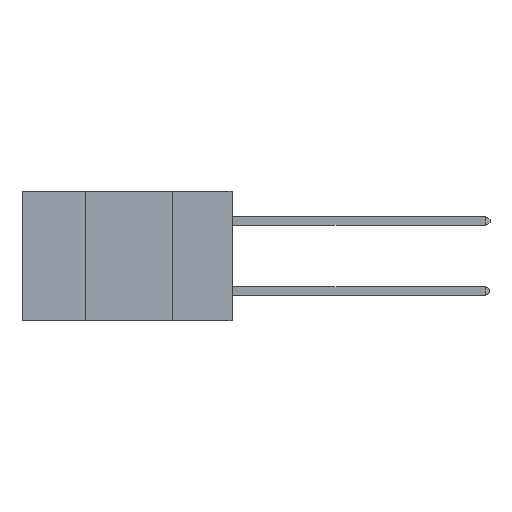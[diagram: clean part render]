
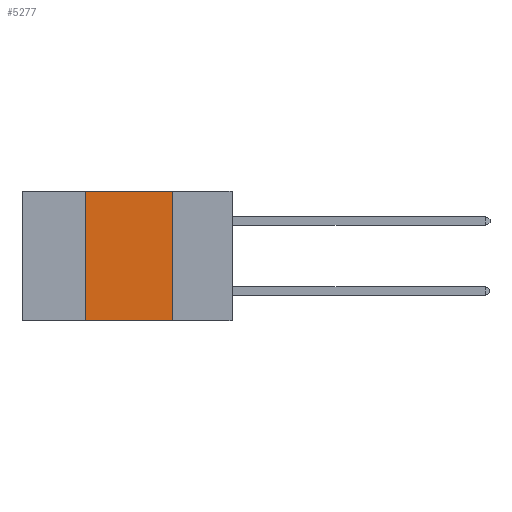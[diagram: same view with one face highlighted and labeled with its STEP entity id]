
A CAD part, left-side view. The second image highlights one B-rep face of the part: STEP entity #5277.
In plain terms, the highlighted planar face has unit normal (-1, 0, 0).
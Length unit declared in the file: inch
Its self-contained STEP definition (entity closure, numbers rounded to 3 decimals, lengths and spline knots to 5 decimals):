
#451 = LINE ( 'NONE', #9208, #9246 ) ;
#796 = CARTESIAN_POINT ( 'NONE',  ( 0., 0.17, -0.37 ) ) ;
#868 = ORIENTED_EDGE ( 'NONE', *, *, #8570, .F. ) ;
#914 = CARTESIAN_POINT ( 'NONE',  ( 0., 0.6, 0. ) ) ;
#1366 = AXIS2_PLACEMENT_3D ( 'NONE', #914, #3320, #7026 ) ;
#1393 = CARTESIAN_POINT ( 'NONE',  ( 0., 0.42, -0.37 ) ) ;
#1655 = EDGE_LOOP ( 'NONE', ( #2991, #868, #8949, #2749 ) ) ;
#1915 = VERTEX_POINT ( 'NONE', #8240 ) ;
#2379 = FACE_OUTER_BOUND ( 'NONE', #1655, .T. ) ;
#2430 = LINE ( 'NONE', #9657, #4370 ) ;
#2624 = EDGE_CURVE ( 'NONE', #2990, #1915, #451, .T. ) ;
#2749 = ORIENTED_EDGE ( 'NONE', *, *, #7255, .T. ) ;
#2990 = VERTEX_POINT ( 'NONE', #1393 ) ;
#2991 = ORIENTED_EDGE ( 'NONE', *, *, #6689, .F. ) ;
#3308 = VERTEX_POINT ( 'NONE', #6426 ) ;
#3320 = DIRECTION ( 'NONE',  ( 1., 0., 0. ) ) ;
#3465 = DIRECTION ( 'NONE',  ( 0., 0., 1. ) ) ;
#4309 = CARTESIAN_POINT ( 'NONE',  ( 0., 0.6, 0. ) ) ;
#4370 = VECTOR ( 'NONE', #8160, 39.37008 ) ;
#4377 = CARTESIAN_POINT ( 'NONE',  ( 0., 0.17, 0. ) ) ;
#4472 = LINE ( 'NONE', #4309, #10700 ) ;
#4891 = VERTEX_POINT ( 'NONE', #796 ) ;
#5277 = ADVANCED_FACE ( 'NONE', ( #2379 ), #9722, .F. ) ;
#6161 = DIRECTION ( 'NONE',  ( 0., 0., -1. ) ) ;
#6426 = CARTESIAN_POINT ( 'NONE',  ( 0., 0.17, 0. ) ) ;
#6689 = EDGE_CURVE ( 'NONE', #3308, #4891, #7429, .T. ) ;
#7026 = DIRECTION ( 'NONE',  ( 0., 0., -1. ) ) ;
#7172 = VECTOR ( 'NONE', #6161, 39.37008 ) ;
#7255 = EDGE_CURVE ( 'NONE', #2990, #4891, #2430, .T. ) ;
#7429 = LINE ( 'NONE', #4377, #7172 ) ;
#8160 = DIRECTION ( 'NONE',  ( 0., -1., 0. ) ) ;
#8240 = CARTESIAN_POINT ( 'NONE',  ( 0., 0.42, 0. ) ) ;
#8570 = EDGE_CURVE ( 'NONE', #1915, #3308, #4472, .T. ) ;
#8949 = ORIENTED_EDGE ( 'NONE', *, *, #2624, .F. ) ;
#9208 = CARTESIAN_POINT ( 'NONE',  ( 0., 0.42, 0. ) ) ;
#9246 = VECTOR ( 'NONE', #3465, 39.37008 ) ;
#9657 = CARTESIAN_POINT ( 'NONE',  ( 0., 0.6, -0.37 ) ) ;
#9722 = PLANE ( 'NONE',  #1366 ) ;
#10084 = DIRECTION ( 'NONE',  ( 0., -1., 0. ) ) ;
#10700 = VECTOR ( 'NONE', #10084, 39.37008 ) ;
